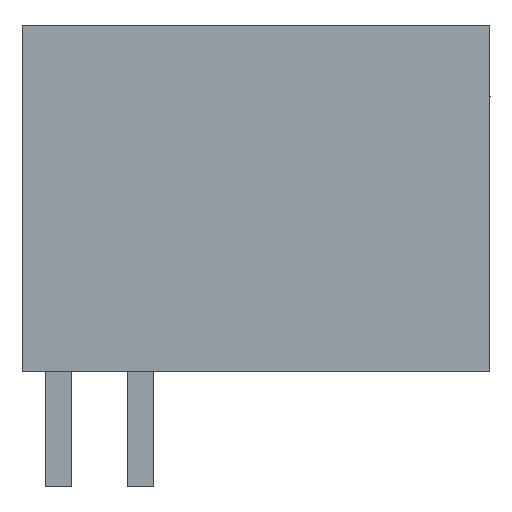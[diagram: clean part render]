
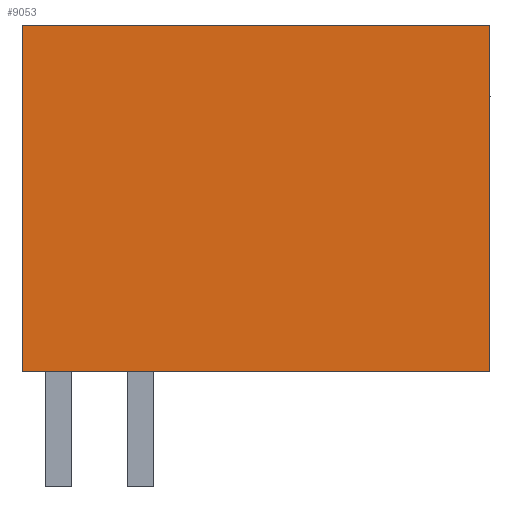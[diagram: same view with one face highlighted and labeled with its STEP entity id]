
A CAD part, left-side view. The second image highlights one B-rep face of the part: STEP entity #9053.
In plain terms, the highlighted planar face has unit normal (-1, 0, 0).
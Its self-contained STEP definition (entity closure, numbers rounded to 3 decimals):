
#9033=AXIS2_PLACEMENT_3D('Plane Axis2P3D',#9030,#9031,#9032) ;
#2483=CARTESIAN_POINT('Vertex',(0.,0.,14.)) ;
#2486=CARTESIAN_POINT('Line Origine',(0.,0.,8.75)) ;
#2490=CARTESIAN_POINT('Vertex',(0.,0.,3.5)) ;
#7869=CARTESIAN_POINT('Line Origine',(0.,7.1,14.)) ;
#7873=CARTESIAN_POINT('Vertex',(0.,14.2,14.)) ;
#9030=CARTESIAN_POINT('Axis2P3D Location',(0.,14.2,0.)) ;
#9035=CARTESIAN_POINT('Line Origine',(0.,7.1,3.5)) ;
#9039=CARTESIAN_POINT('Vertex',(0.,14.2,3.5)) ;
#9042=CARTESIAN_POINT('Line Origine',(0.,14.2,8.75)) ;
#2487=DIRECTION('Vector Direction',(0.,0.,-1.)) ;
#7870=DIRECTION('Vector Direction',(0.,-1.,0.)) ;
#9031=DIRECTION('Axis2P3D Direction',(-1.,0.,0.)) ;
#9032=DIRECTION('Axis2P3D XDirection',(0.,-1.,0.)) ;
#9036=DIRECTION('Vector Direction',(0.,-1.,0.)) ;
#9043=DIRECTION('Vector Direction',(0.,0.,-1.)) ;
#2488=VECTOR('Line Direction',#2487,1.) ;
#7871=VECTOR('Line Direction',#7870,1.) ;
#9037=VECTOR('Line Direction',#9036,1.) ;
#9044=VECTOR('Line Direction',#9043,1.) ;
#9048=ORIENTED_EDGE('',*,*,#9041,.T.) ;
#9049=ORIENTED_EDGE('',*,*,#2492,.T.) ;
#9050=ORIENTED_EDGE('',*,*,#7875,.T.) ;
#9051=ORIENTED_EDGE('',*,*,#9046,.T.) ;
#9053=ADVANCED_FACE('HOUSING',(#9052),#9034,.T.) ;
#2492=EDGE_CURVE('',#2491,#2484,#2489,.F.) ;
#7875=EDGE_CURVE('',#2484,#7874,#7872,.F.) ;
#9041=EDGE_CURVE('',#9040,#2491,#9038,.T.) ;
#9046=EDGE_CURVE('',#7874,#9040,#9045,.T.) ;
#9047=EDGE_LOOP('',(#9048,#9049,#9050,#9051)) ;
#9052=FACE_OUTER_BOUND('',#9047,.T.) ;
#2489=LINE('Line',#2486,#2488) ;
#7872=LINE('Line',#7869,#7871) ;
#9038=LINE('Line',#9035,#9037) ;
#9045=LINE('Line',#9042,#9044) ;
#9034=PLANE('',#9033) ;
#2484=VERTEX_POINT('',#2483) ;
#2491=VERTEX_POINT('',#2490) ;
#7874=VERTEX_POINT('',#7873) ;
#9040=VERTEX_POINT('',#9039) ;
